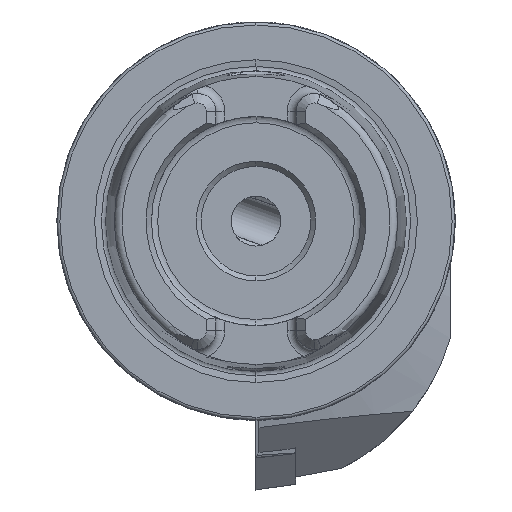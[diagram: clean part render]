
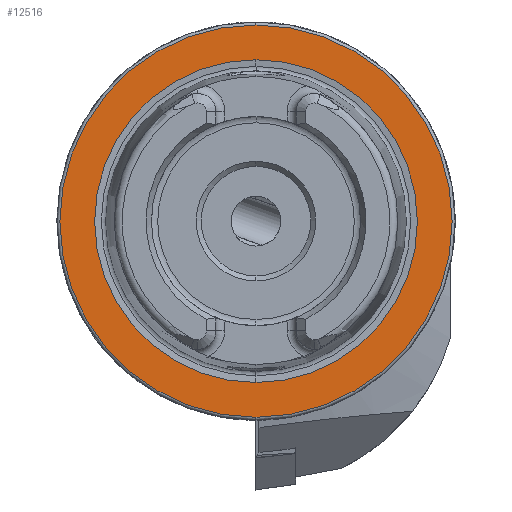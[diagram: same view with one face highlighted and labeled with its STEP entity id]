
A CAD part, left-side view. The second image highlights one B-rep face of the part: STEP entity #12516.
In plain terms, the highlighted planar face has unit normal (-1, 0, 0).
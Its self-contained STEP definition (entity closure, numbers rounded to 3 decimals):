
#1929 = EDGE_CURVE ( 'NONE', #13872, #11897, #14352, .T. ) ;
#1982 = DIRECTION ( 'NONE',  ( 0., 0., 1. ) ) ;
#2143 = DIRECTION ( 'NONE',  ( -1., 0., 0. ) ) ;
#2259 = EDGE_CURVE ( 'NONE', #13289, #9171, #5717, .T. ) ;
#3391 = CIRCLE ( 'NONE', #6602, 19.7 ) ;
#4001 = ORIENTED_EDGE ( 'NONE', *, *, #6147, .T. ) ;
#4020 = FACE_BOUND ( 'NONE', #11326, .T. ) ;
#4024 = PLANE ( 'NONE',  #6030 ) ;
#4257 = AXIS2_PLACEMENT_3D ( 'NONE', #15936, #4600, #4496 ) ;
#4496 = DIRECTION ( 'NONE',  ( 0., 0., 1. ) ) ;
#4600 = DIRECTION ( 'NONE',  ( -1., 0., 0. ) ) ;
#5717 = CIRCLE ( 'NONE', #4257, 16.207 ) ;
#6030 = AXIS2_PLACEMENT_3D ( 'NONE', #15496, #12910, #14284 ) ;
#6125 = CIRCLE ( 'NONE', #8729, 16.207 ) ;
#6147 = EDGE_CURVE ( 'NONE', #11897, #13872, #3391, .T. ) ;
#6163 = ORIENTED_EDGE ( 'NONE', *, *, #2259, .F. ) ;
#6250 = CARTESIAN_POINT ( 'NONE',  ( 0., 0., 16.207 ) ) ;
#6602 = AXIS2_PLACEMENT_3D ( 'NONE', #10339, #11380, #11604 ) ;
#6703 = EDGE_LOOP ( 'NONE', ( #7648, #4001 ) ) ;
#7221 = CARTESIAN_POINT ( 'NONE',  ( 0., 0., -16.207 ) ) ;
#7648 = ORIENTED_EDGE ( 'NONE', *, *, #1929, .T. ) ;
#7662 = DIRECTION ( 'NONE',  ( 0., 0., 1. ) ) ;
#8729 = AXIS2_PLACEMENT_3D ( 'NONE', #11481, #15295, #7662 ) ;
#8940 = CARTESIAN_POINT ( 'NONE',  ( 0., 0., 19.7 ) ) ;
#9171 = VERTEX_POINT ( 'NONE', #6250 ) ;
#9568 = CARTESIAN_POINT ( 'NONE',  ( 0., 0., 0. ) ) ;
#10339 = CARTESIAN_POINT ( 'NONE',  ( 0., 0., 0. ) ) ;
#10387 = ORIENTED_EDGE ( 'NONE', *, *, #13425, .F. ) ;
#10553 = AXIS2_PLACEMENT_3D ( 'NONE', #9568, #2143, #1982 ) ;
#11326 = EDGE_LOOP ( 'NONE', ( #10387, #6163 ) ) ;
#11380 = DIRECTION ( 'NONE',  ( -1., 0., 0. ) ) ;
#11481 = CARTESIAN_POINT ( 'NONE',  ( 0., 0., 0. ) ) ;
#11571 = FACE_OUTER_BOUND ( 'NONE', #6703, .T. ) ;
#11604 = DIRECTION ( 'NONE',  ( 0., 0., 1. ) ) ;
#11897 = VERTEX_POINT ( 'NONE', #12927 ) ;
#12516 = ADVANCED_FACE ( 'NONE', ( #4020, #11571 ), #4024, .F. ) ;
#12910 = DIRECTION ( 'NONE',  ( 1., 0., 0. ) ) ;
#12927 = CARTESIAN_POINT ( 'NONE',  ( 0., 0., -19.7 ) ) ;
#13289 = VERTEX_POINT ( 'NONE', #7221 ) ;
#13425 = EDGE_CURVE ( 'NONE', #9171, #13289, #6125, .T. ) ;
#13872 = VERTEX_POINT ( 'NONE', #8940 ) ;
#14284 = DIRECTION ( 'NONE',  ( 0., 0., -1. ) ) ;
#14352 = CIRCLE ( 'NONE', #10553, 19.7 ) ;
#15295 = DIRECTION ( 'NONE',  ( -1., 0., 0. ) ) ;
#15496 = CARTESIAN_POINT ( 'NONE',  ( 0., 19.7, 0. ) ) ;
#15936 = CARTESIAN_POINT ( 'NONE',  ( 0., 0., 0. ) ) ;
